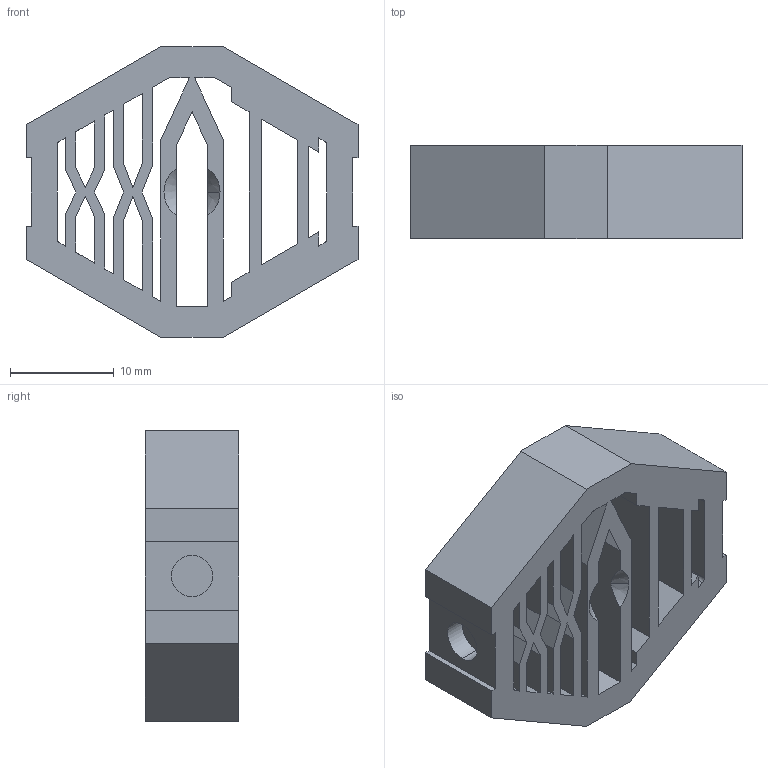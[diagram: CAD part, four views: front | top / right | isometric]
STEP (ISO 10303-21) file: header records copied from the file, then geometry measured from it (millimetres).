
FILE_DESCRIPTION (( 'STEP AP214' ), '1' );
FILE_NAME ('BASE SWITCH UR_Ind A.STEP', '2020-03-09T11:59:17', ( '' ), ( '' ), 'SwSTEP 2.0', 'SolidWorks 2019', '' );
FILE_SCHEMA (( 'AUTOMOTIVE_DESIGN' ));
Length unit declared in the file: millimetre
Products named in the file (1): BASE SWITCH UR_Ind A
Bounding box: 32 x 9 x 28 mm (x, y, z)
Volume: 3410.9 mm3; surface area: 4074.8 mm2
Topology: 1 solids, 1 shells, 101 faces, 318 edges, 212 vertices
Faces by surface type: plane 86, cylinder 12, cone 3
Entity records: 3586 total; most frequent: CARTESIAN_POINT 667, ORIENTED_EDGE 636, DIRECTION 546, EDGE_CURVE 318, VECTOR 288, LINE 288, VERTEX_POINT 212, AXIS2_PLACEMENT_3D 129
